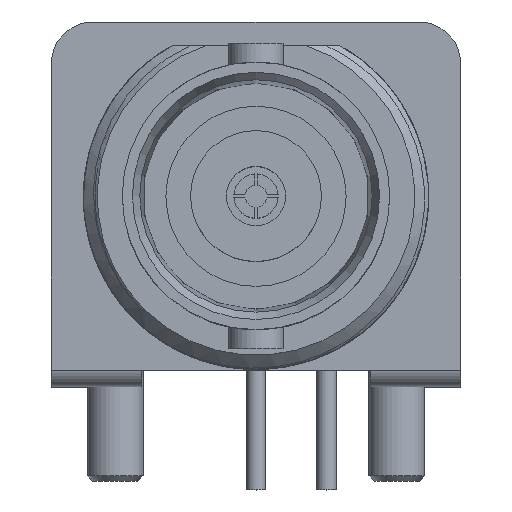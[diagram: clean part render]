
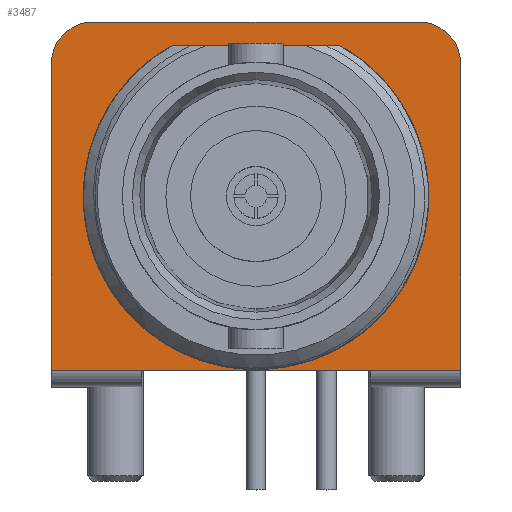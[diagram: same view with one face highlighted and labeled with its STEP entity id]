
A CAD part, top view. The second image highlights one B-rep face of the part: STEP entity #3487.
In plain terms, the highlighted planar face has unit normal (0, 0, 1).
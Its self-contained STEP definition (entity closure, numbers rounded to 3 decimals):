
#192=FACE_BOUND('',#705,.T.);
#253=B_SPLINE_CURVE_WITH_KNOTS('',3,(#5710,#5711,#5712,#5713,#5714,#5715),
 .UNSPECIFIED.,.F.,.F.,(4,2,4),(-0.332,-0.188,0.),
 .UNSPECIFIED.);
#254=B_SPLINE_CURVE_WITH_KNOTS('',3,(#5719,#5720,#5721,#5722),
 .UNSPECIFIED.,.F.,.F.,(4,4),(0.,0.005),.UNSPECIFIED.);
#255=B_SPLINE_CURVE_WITH_KNOTS('',3,(#5724,#5725,#5726,#5727,#5728,#5729,
#5730,#5731,#5732,#5733,#5734,#5735,#5736,#5737,#5738,#5739,#5740,#5741,
#5742,#5743),.UNSPECIFIED.,.F.,.F.,(4,2,2,2,2,2,2,2,2,4),(-2.03,
-1.886,-1.743,-1.473,-1.157,
-0.881,-0.607,-0.338,-0.162,
-0.005),.UNSPECIFIED.);
#256=B_SPLINE_CURVE_WITH_KNOTS('',3,(#5745,#5746,#5747,#5748),
 .UNSPECIFIED.,.F.,.F.,(4,4),(0.,0.001),.UNSPECIFIED.);
#257=B_SPLINE_CURVE_WITH_KNOTS('',3,(#5749,#5750,#5751,#5752,#5753,#5754,
#5755,#5756,#5757,#5758),.UNSPECIFIED.,.F.,.F.,(4,2,2,2,4),(-0.972,
-0.711,-0.458,-0.223,0.),
 .UNSPECIFIED.);
#386=PLANE('',#3785);
#496=FACE_OUTER_BOUND('',#704,.T.);
#704=EDGE_LOOP('',(#2734,#2735,#2736,#2737,#2738,#2739));
#705=EDGE_LOOP('',(#2740,#2741,#2742,#2743,#2744,#2745,#2746));
#932=LINE('',#5351,#1165);
#953=LINE('',#5701,#1186);
#954=LINE('',#5705,#1187);
#955=LINE('',#5707,#1188);
#956=LINE('',#5708,#1189);
#1165=VECTOR('',#4377,5.39);
#1186=VECTOR('',#4402,11.76);
#1187=VECTOR('',#4405,11.06);
#1188=VECTOR('',#4406,14.76);
#1189=VECTOR('',#4407,11.06);
#1368=CIRCLE('',#3786,1.5);
#1369=CIRCLE('',#3787,1.5);
#1370=CIRCLE('',#3788,6.23);
#1583=VERTEX_POINT('',#5349);
#1584=VERTEX_POINT('',#5350);
#1647=VERTEX_POINT('',#5697);
#1648=VERTEX_POINT('',#5698);
#1649=VERTEX_POINT('',#5700);
#1650=VERTEX_POINT('',#5702);
#1651=VERTEX_POINT('',#5704);
#1652=VERTEX_POINT('',#5706);
#1653=VERTEX_POINT('',#5709);
#1654=VERTEX_POINT('',#5716);
#1655=VERTEX_POINT('',#5718);
#1656=VERTEX_POINT('',#5723);
#1657=VERTEX_POINT('',#5744);
#1984=EDGE_CURVE('',#1583,#1584,#932,.T.);
#2049=EDGE_CURVE('',#1647,#1648,#1368,.T.);
#2050=EDGE_CURVE('',#1648,#1649,#953,.T.);
#2051=EDGE_CURVE('',#1649,#1650,#1369,.T.);
#2052=EDGE_CURVE('',#1650,#1651,#954,.T.);
#2053=EDGE_CURVE('',#1651,#1652,#955,.T.);
#2054=EDGE_CURVE('',#1652,#1647,#956,.T.);
#2055=EDGE_CURVE('',#1584,#1653,#253,.T.);
#2056=EDGE_CURVE('',#1653,#1654,#1370,.T.);
#2057=EDGE_CURVE('',#1654,#1655,#254,.T.);
#2058=EDGE_CURVE('',#1655,#1656,#255,.T.);
#2059=EDGE_CURVE('',#1656,#1657,#256,.T.);
#2060=EDGE_CURVE('',#1657,#1583,#257,.T.);
#2734=ORIENTED_EDGE('',*,*,#2049,.T.);
#2735=ORIENTED_EDGE('',*,*,#2050,.T.);
#2736=ORIENTED_EDGE('',*,*,#2051,.T.);
#2737=ORIENTED_EDGE('',*,*,#2052,.T.);
#2738=ORIENTED_EDGE('',*,*,#2053,.T.);
#2739=ORIENTED_EDGE('',*,*,#2054,.T.);
#2740=ORIENTED_EDGE('',*,*,#1984,.T.);
#2741=ORIENTED_EDGE('',*,*,#2055,.T.);
#2742=ORIENTED_EDGE('',*,*,#2056,.T.);
#2743=ORIENTED_EDGE('',*,*,#2057,.T.);
#2744=ORIENTED_EDGE('',*,*,#2058,.T.);
#2745=ORIENTED_EDGE('',*,*,#2059,.T.);
#2746=ORIENTED_EDGE('',*,*,#2060,.T.);
#3487=ADVANCED_FACE('',(#496,#192),#386,.T.);
#3785=AXIS2_PLACEMENT_3D('',#5696,#4398,#4399);
#3786=AXIS2_PLACEMENT_3D('',#5699,#4400,#4401);
#3787=AXIS2_PLACEMENT_3D('',#5703,#4403,#4404);
#3788=AXIS2_PLACEMENT_3D('',#5717,#4408,#4409);
#4377=DIRECTION('',(1.,0.,0.));
#4398=DIRECTION('center_axis',(0.,0.,1.));
#4399=DIRECTION('ref_axis',(1.,0.,0.));
#4400=DIRECTION('center_axis',(0.,0.,1.));
#4401=DIRECTION('ref_axis',(1.,0.,0.));
#4402=DIRECTION('',(-1.,0.,0.));
#4403=DIRECTION('center_axis',(0.,0.,1.));
#4404=DIRECTION('ref_axis',(0.,1.,0.));
#4405=DIRECTION('',(0.,-1.,0.));
#4406=DIRECTION('',(1.,0.,0.));
#4407=DIRECTION('',(0.,1.,0.));
#4408=DIRECTION('center_axis',(0.,0.,-1.));
#4409=DIRECTION('ref_axis',(0.887,0.461,0.));
#5349=CARTESIAN_POINT('',(-2.551,5.45,-21.2));
#5350=CARTESIAN_POINT('',(2.838,5.45,-21.2));
#5351=CARTESIAN_POINT('',(-2.551,5.45,-21.2));
#5696=CARTESIAN_POINT('Origin',(0.,0.,-21.2));
#5697=CARTESIAN_POINT('',(7.38,4.81,-21.2));
#5698=CARTESIAN_POINT('',(5.88,6.31,-21.2));
#5699=CARTESIAN_POINT('Origin',(5.88,4.81,-21.2));
#5700=CARTESIAN_POINT('',(-5.88,6.31,-21.2));
#5701=CARTESIAN_POINT('',(5.88,6.31,-21.2));
#5702=CARTESIAN_POINT('',(-7.38,4.81,-21.2));
#5703=CARTESIAN_POINT('Origin',(-5.88,4.81,-21.2));
#5704=CARTESIAN_POINT('',(-7.38,-6.25,-21.2));
#5705=CARTESIAN_POINT('',(-7.38,4.81,-21.2));
#5706=CARTESIAN_POINT('',(7.38,-6.25,-21.2));
#5707=CARTESIAN_POINT('',(-7.38,-6.25,-21.2));
#5708=CARTESIAN_POINT('',(7.38,-6.25,-21.2));
#5709=CARTESIAN_POINT('',(5.528,2.872,-21.2));
#5710=CARTESIAN_POINT('Ctrl Pts',(2.838,5.45,-21.2));
#5711=CARTESIAN_POINT('Ctrl Pts',(3.547,5.101,-21.2));
#5712=CARTESIAN_POINT('Ctrl Pts',(4.053,4.685,-21.2));
#5713=CARTESIAN_POINT('Ctrl Pts',(4.848,3.918,-21.2));
#5714=CARTESIAN_POINT('Ctrl Pts',(5.227,3.421,-21.2));
#5715=CARTESIAN_POINT('Ctrl Pts',(5.528,2.872,-21.2));
#5716=CARTESIAN_POINT('',(5.936,1.89,-21.2));
#5717=CARTESIAN_POINT('Origin',(0.,0.,-21.2));
#5718=CARTESIAN_POINT('',(5.945,1.861,-21.2));
#5719=CARTESIAN_POINT('Ctrl Pts',(5.936,1.89,-21.2));
#5720=CARTESIAN_POINT('Ctrl Pts',(5.939,1.88,-21.2));
#5721=CARTESIAN_POINT('Ctrl Pts',(5.942,1.871,-21.2));
#5722=CARTESIAN_POINT('Ctrl Pts',(5.945,1.861,-21.2));
#5723=CARTESIAN_POINT('',(-5.349,-2.255,-21.2));
#5724=CARTESIAN_POINT('Ctrl Pts',(5.945,1.861,-21.2));
#5725=CARTESIAN_POINT('Ctrl Pts',(6.098,1.323,-21.2));
#5726=CARTESIAN_POINT('Ctrl Pts',(6.179,0.765,-21.2));
#5727=CARTESIAN_POINT('Ctrl Pts',(6.192,-0.349,-21.2));
#5728=CARTESIAN_POINT('Ctrl Pts',(6.125,-0.906,-21.2));
#5729=CARTESIAN_POINT('Ctrl Pts',(5.716,-2.457,-21.2));
#5730=CARTESIAN_POINT('Ctrl Pts',(5.243,-3.18,-21.2));
#5731=CARTESIAN_POINT('Ctrl Pts',(4.525,-4.114,-21.2));
#5732=CARTESIAN_POINT('Ctrl Pts',(3.97,-4.679,-21.2));
#5733=CARTESIAN_POINT('Ctrl Pts',(2.505,-5.538,-21.2));
#5734=CARTESIAN_POINT('Ctrl Pts',(1.743,-5.801,-21.2));
#5735=CARTESIAN_POINT('Ctrl Pts',(0.182,-6.022,-21.2));
#5736=CARTESIAN_POINT('Ctrl Pts',(-0.602,-5.978,
-21.2));
#5737=CARTESIAN_POINT('Ctrl Pts',(-2.113,-5.579,-21.2));
#5738=CARTESIAN_POINT('Ctrl Pts',(-2.823,-5.236,-21.2));
#5739=CARTESIAN_POINT('Ctrl Pts',(-3.845,-4.466,-21.2));
#5740=CARTESIAN_POINT('Ctrl Pts',(-4.232,-4.093,-21.2));
#5741=CARTESIAN_POINT('Ctrl Pts',(-4.898,-3.203,-21.2));
#5742=CARTESIAN_POINT('Ctrl Pts',(-5.156,-2.742,-21.2));
#5743=CARTESIAN_POINT('Ctrl Pts',(-5.349,-2.255,-21.2));
#5744=CARTESIAN_POINT('',(-5.366,-2.214,-21.2));
#5745=CARTESIAN_POINT('Ctrl Pts',(-5.349,-2.255,-21.2));
#5746=CARTESIAN_POINT('Ctrl Pts',(-5.354,-2.241,-21.2));
#5747=CARTESIAN_POINT('Ctrl Pts',(-5.36,-2.228,-21.2));
#5748=CARTESIAN_POINT('Ctrl Pts',(-5.365,-2.214,-21.201));
#5749=CARTESIAN_POINT('Ctrl Pts',(-5.367,-2.214,-21.2));
#5750=CARTESIAN_POINT('Ctrl Pts',(-5.66,-1.55,-21.2));
#5751=CARTESIAN_POINT('Ctrl Pts',(-5.826,-0.84,-21.2));
#5752=CARTESIAN_POINT('Ctrl Pts',(-5.886,0.596,-21.2));
#5753=CARTESIAN_POINT('Ctrl Pts',(-5.792,1.369,-21.2));
#5754=CARTESIAN_POINT('Ctrl Pts',(-5.24,2.883,-21.2));
#5755=CARTESIAN_POINT('Ctrl Pts',(-4.835,3.551,-21.2));
#5756=CARTESIAN_POINT('Ctrl Pts',(-3.809,4.673,-21.2));
#5757=CARTESIAN_POINT('Ctrl Pts',(-3.216,5.12,-21.2));
#5758=CARTESIAN_POINT('Ctrl Pts',(-2.551,5.45,-21.2));
